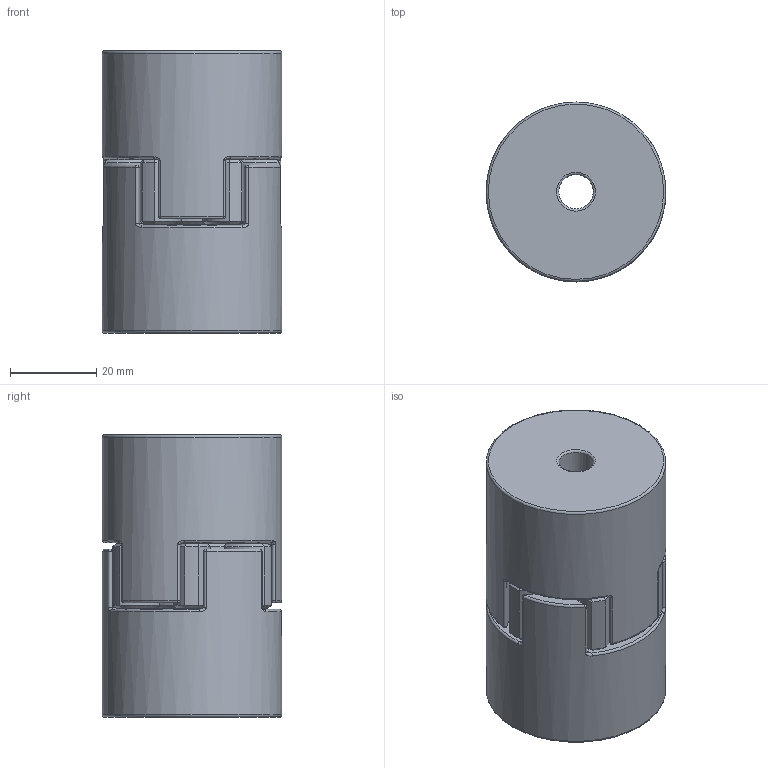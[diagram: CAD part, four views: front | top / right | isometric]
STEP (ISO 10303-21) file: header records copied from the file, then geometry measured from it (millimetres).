
FILE_DESCRIPTION(/* description */ ('Alibre Inc.'),/* implementation_level */ '2;1');
FILE_NAME(/* name */ 'export0',/* time_stamp */ '2011-07-12T09:57:56+02:00',/* author */ (''),/* organization */ (''),/* preprocessor_version */ 'ST-DEVELOPER v12',/* originating_system */ 'Alibre',/* authorisation */ '');
FILE_SCHEMA (('CONFIG_CONTROL_DESIGN'));
Length unit declared in the file: centimetre
Products named in the file (4): ID_1; ID_2
Bounding box: 41.7 x 41.7 x 65.5 mm (x, y, z)
Volume: 77553.8 mm3; surface area: 20928.1 mm2
Topology: 3 solids, 3 shells, 235 faces, 535 edges, 282 vertices
Faces by surface type: cylinder 71, torus 66, cone 50, sphere 24, plane 12, bspline 12
Full cylindrical faces by diameter (mm): 8 x1, 14 x1, 18.5 x1, 41.7 x2
Entity records: 7770 total; most frequent: CARTESIAN_POINT 2325, DIRECTION 1156, ORIENTED_EDGE 992, AXIS2_PLACEMENT_3D 581, EDGE_CURVE 496, CIRCLE 352, VERTEX_POINT 280, EDGE_LOOP 254
